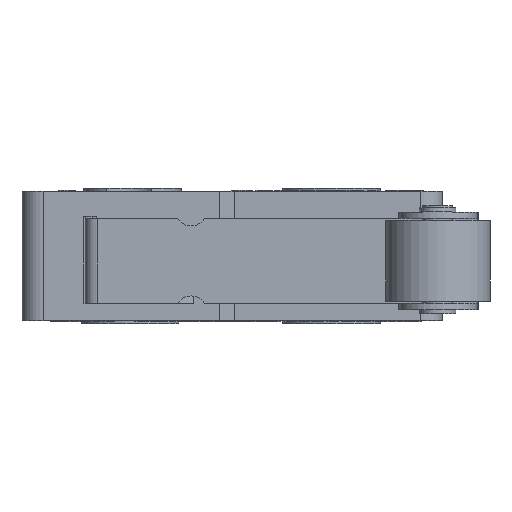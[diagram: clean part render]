
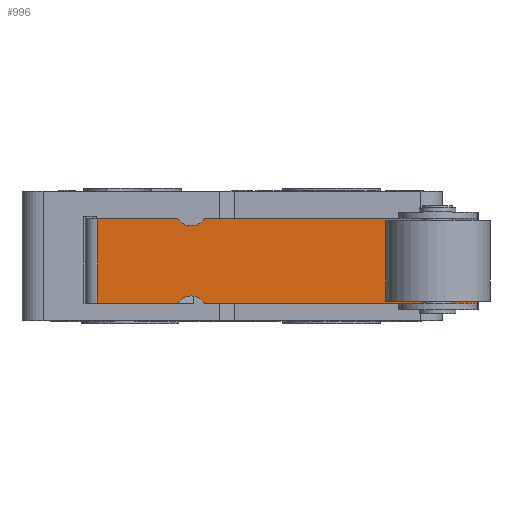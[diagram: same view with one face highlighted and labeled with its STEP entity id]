
A CAD part, top view. The second image highlights one B-rep face of the part: STEP entity #996.
In plain terms, the highlighted planar face has unit normal (-0.013, 0, 1).
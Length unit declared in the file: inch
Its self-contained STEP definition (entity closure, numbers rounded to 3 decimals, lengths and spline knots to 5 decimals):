
#203=CARTESIAN_POINT('',(0.0882,-0.20866,0.34659));
#204=VERTEX_POINT('',#203);
#211=CARTESIAN_POINT('',(-0.06004,-0.20866,0.34464));
#212=VERTEX_POINT('',#211);
#213=CARTESIAN_POINT('',(0.0882,-0.20866,0.34659));
#214=DIRECTION('',(-1.,0.,-0.013));
#215=VECTOR('',#214,0.14825);
#216=LINE('',#213,#215);
#217=EDGE_CURVE('',#204,#212,#216,.T.);
#274=CARTESIAN_POINT('',(0.13815,-0.20866,0.34725));
#275=VERTEX_POINT('',#274);
#284=CARTESIAN_POINT('',(0.11317,-0.22441,0.34692));
#285=DIRECTION('',(0.013,0.,-1.));
#286=DIRECTION('',(1.,0.,0.013));
#287=AXIS2_PLACEMENT_3D('',#284,#285,#286);
#288=CIRCLE('',#287,0.02953);
#289=EDGE_CURVE('',#204,#275,#288,.T.);
#309=CARTESIAN_POINT('',(0.13815,-0.05118,0.34725));
#310=VERTEX_POINT('',#309);
#326=CARTESIAN_POINT('',(0.0882,-0.05118,0.34659));
#327=VERTEX_POINT('',#326);
#334=CARTESIAN_POINT('',(0.11317,-0.03543,0.34692));
#335=DIRECTION('',(0.013,0.,-1.));
#336=DIRECTION('',(1.,0.,0.013));
#337=AXIS2_PLACEMENT_3D('',#334,#335,#336);
#338=CIRCLE('',#337,0.02953);
#339=EDGE_CURVE('',#310,#327,#338,.T.);
#391=CARTESIAN_POINT('',(-0.06004,-0.05118,0.34464));
#392=VERTEX_POINT('',#391);
#400=CARTESIAN_POINT('',(-0.06004,-0.05118,0.34464));
#401=DIRECTION('',(1.,0.,0.013));
#402=VECTOR('',#401,0.14825);
#403=LINE('',#400,#402);
#404=EDGE_CURVE('',#392,#327,#403,.T.);
#720=CARTESIAN_POINT('',(0.49975,-0.05118,0.35202));
#721=VERTEX_POINT('',#720);
#728=CARTESIAN_POINT('',(0.64541,-0.05118,0.35394));
#729=VERTEX_POINT('',#728);
#730=CARTESIAN_POINT('',(0.49975,-0.05118,0.35202));
#731=DIRECTION('',(1.,0.,0.013));
#732=VECTOR('',#731,0.14567);
#733=LINE('',#730,#732);
#734=EDGE_CURVE('',#721,#729,#733,.T.);
#853=CARTESIAN_POINT('',(0.64541,-0.20866,0.35394));
#854=VERTEX_POINT('',#853);
#861=CARTESIAN_POINT('',(0.49975,-0.20866,0.35202));
#862=VERTEX_POINT('',#861);
#863=CARTESIAN_POINT('',(0.64541,-0.20866,0.35394));
#864=DIRECTION('',(-1.,0.,-0.013));
#865=VECTOR('',#864,0.14567);
#866=LINE('',#863,#865);
#867=EDGE_CURVE('',#854,#862,#866,.T.);
#955=CARTESIAN_POINT('',(-0.06004,-0.20866,0.34464));
#956=DIRECTION('',(0.0,1.0,0.0));
#957=VECTOR('',#956,0.15748);
#958=LINE('',#955,#957);
#959=EDGE_CURVE('',#212,#392,#958,.T.);
#964=CARTESIAN_POINT('',(0.68068,-0.04331,0.3544));
#965=DIRECTION('',(-0.013,0.,1.));
#966=DIRECTION('',(1.,0.0,0.013));
#967=AXIS2_PLACEMENT_3D('',#964,#965,#966);
#968=PLANE('',#967);
#969=ORIENTED_EDGE('',*,*,#289,.T.);
#970=CARTESIAN_POINT('',(0.49975,-0.20866,0.35202));
#971=DIRECTION('',(-1.,0.,-0.013));
#972=VECTOR('',#971,0.36164);
#973=LINE('',#970,#972);
#974=EDGE_CURVE('',#862,#275,#973,.T.);
#975=ORIENTED_EDGE('',*,*,#974,.F.);
#976=ORIENTED_EDGE('',*,*,#867,.F.);
#977=CARTESIAN_POINT('',(0.64541,-0.20866,0.35394));
#978=DIRECTION('',(0.0,1.0,0.0));
#979=VECTOR('',#978,0.15748);
#980=LINE('',#977,#979);
#981=EDGE_CURVE('',#854,#729,#980,.T.);
#982=ORIENTED_EDGE('',*,*,#981,.T.);
#983=ORIENTED_EDGE('',*,*,#734,.F.);
#984=CARTESIAN_POINT('',(0.13815,-0.05118,0.34725));
#985=DIRECTION('',(1.,0.,0.013));
#986=VECTOR('',#985,0.36164);
#987=LINE('',#984,#986);
#988=EDGE_CURVE('',#310,#721,#987,.T.);
#989=ORIENTED_EDGE('',*,*,#988,.F.);
#990=ORIENTED_EDGE('',*,*,#339,.T.);
#991=ORIENTED_EDGE('',*,*,#404,.F.);
#992=ORIENTED_EDGE('',*,*,#959,.F.);
#993=ORIENTED_EDGE('',*,*,#217,.F.);
#994=EDGE_LOOP('',(#969,#975,#976,#982,#983,#989,#990,#991,#992,#993));
#995=FACE_OUTER_BOUND('',#994,.T.);
#996=ADVANCED_FACE('',(#995),#968,.T.);
